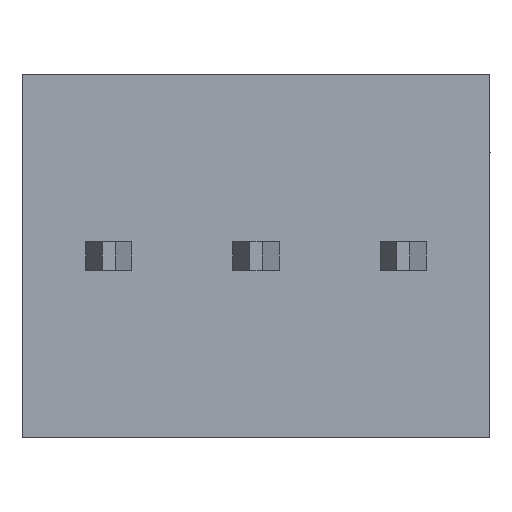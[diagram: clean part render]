
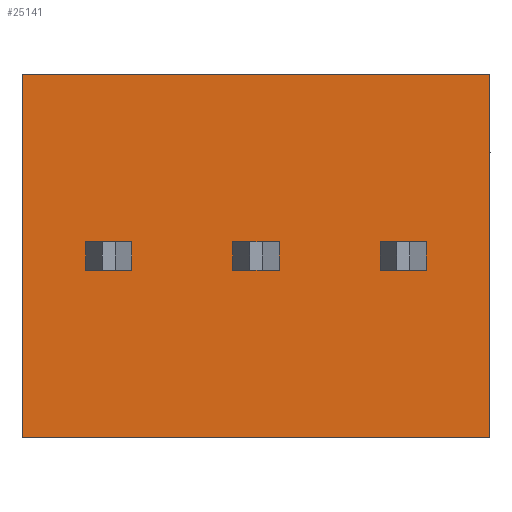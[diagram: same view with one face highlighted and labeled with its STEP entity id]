
A CAD part, front view. The second image highlights one B-rep face of the part: STEP entity #25141.
In plain terms, the highlighted planar face has unit normal (0, -1, 0).
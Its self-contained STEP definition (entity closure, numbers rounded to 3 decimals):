
#176 = EDGE_LOOP ( 'NONE', ( #11617, #18276, #28509, #5603 ) ) ;
#300 = VECTOR ( 'NONE', #25574, 1000. ) ;
#584 = EDGE_LOOP ( 'NONE', ( #10032, #24651, #10747, #21665 ) ) ;
#610 = LINE ( 'NONE', #9653, #28707 ) ;
#776 = FACE_BOUND ( 'NONE', #584, .T. ) ;
#781 = DIRECTION ( 'NONE',  ( 0., 0., 1. ) ) ;
#940 = CARTESIAN_POINT ( 'NONE',  ( -1.495, 0., 3.135 ) ) ;
#948 = DIRECTION ( 'NONE',  ( 0., 0., -1. ) ) ;
#1258 = VERTEX_POINT ( 'NONE', #24006 ) ;
#1271 = VECTOR ( 'NONE', #3662, 1000. ) ;
#1293 = VECTOR ( 'NONE', #22413, 1000. ) ;
#1379 = CARTESIAN_POINT ( 'NONE',  ( -0.4, 0., -0.25 ) ) ;
#1570 = CARTESIAN_POINT ( 'NONE',  ( 2.14, 0., 0.25 ) ) ;
#2052 = VERTEX_POINT ( 'NONE', #28166 ) ;
#2664 = CARTESIAN_POINT ( 'NONE',  ( -1.495, 0., 3.135 ) ) ;
#2900 = EDGE_CURVE ( 'NONE', #4338, #28038, #12572, .T. ) ;
#3101 = ORIENTED_EDGE ( 'NONE', *, *, #10801, .F. ) ;
#3202 = CARTESIAN_POINT ( 'NONE',  ( 2.14, 0., -0.25 ) ) ;
#3306 = CARTESIAN_POINT ( 'NONE',  ( 2.94, 0., 0.25 ) ) ;
#3440 = LINE ( 'NONE', #3306, #14364 ) ;
#3540 = VECTOR ( 'NONE', #28057, 1000. ) ;
#3573 = VERTEX_POINT ( 'NONE', #940 ) ;
#3662 = DIRECTION ( 'NONE',  ( 0., 0., -1. ) ) ;
#3873 = LINE ( 'NONE', #19631, #11497 ) ;
#4153 = LINE ( 'NONE', #12739, #18440 ) ;
#4262 = CARTESIAN_POINT ( 'NONE',  ( 6.575, 0., 3.135 ) ) ;
#4338 = VERTEX_POINT ( 'NONE', #7107 ) ;
#4881 = VECTOR ( 'NONE', #16736, 1000. ) ;
#4897 = EDGE_LOOP ( 'NONE', ( #18805, #14568, #11326, #9191 ) ) ;
#5444 = EDGE_CURVE ( 'NONE', #5926, #13907, #17665, .T. ) ;
#5561 = VECTOR ( 'NONE', #14522, 1000. ) ;
#5603 = ORIENTED_EDGE ( 'NONE', *, *, #15965, .F. ) ;
#5644 = FACE_OUTER_BOUND ( 'NONE', #4897, .T. ) ;
#5780 = DIRECTION ( 'NONE',  ( 1., 0., 0. ) ) ;
#5842 = AXIS2_PLACEMENT_3D ( 'NONE', #12167, #27938, #9821 ) ;
#5926 = VERTEX_POINT ( 'NONE', #9255 ) ;
#6323 = VERTEX_POINT ( 'NONE', #14944 ) ;
#6453 = DIRECTION ( 'NONE',  ( -1., 0., 0. ) ) ;
#6931 = CARTESIAN_POINT ( 'NONE',  ( 4.68, 0., -0.25 ) ) ;
#7107 = CARTESIAN_POINT ( 'NONE',  ( 0.4, 0., -0.25 ) ) ;
#7317 = VECTOR ( 'NONE', #6453, 1000. ) ;
#8327 = CARTESIAN_POINT ( 'NONE',  ( -0.4, 0., -0.25 ) ) ;
#8467 = DIRECTION ( 'NONE',  ( 0., 0., 1. ) ) ;
#8503 = EDGE_CURVE ( 'NONE', #8879, #1258, #3440, .T. ) ;
#8879 = VERTEX_POINT ( 'NONE', #12637 ) ;
#9025 = LINE ( 'NONE', #15185, #1293 ) ;
#9191 = ORIENTED_EDGE ( 'NONE', *, *, #19463, .F. ) ;
#9255 = CARTESIAN_POINT ( 'NONE',  ( 5.48, 0., 0.25 ) ) ;
#9516 = VERTEX_POINT ( 'NONE', #1570 ) ;
#9653 = CARTESIAN_POINT ( 'NONE',  ( 6.575, 0., 3.135 ) ) ;
#9821 = DIRECTION ( 'NONE',  ( 0., 0., -1. ) ) ;
#10032 = ORIENTED_EDGE ( 'NONE', *, *, #14440, .F. ) ;
#10121 = CARTESIAN_POINT ( 'NONE',  ( 0.4, 0., 0.25 ) ) ;
#10226 = CARTESIAN_POINT ( 'NONE',  ( 4.68, 0., 0.25 ) ) ;
#10318 = DIRECTION ( 'NONE',  ( 1., 0., 0. ) ) ;
#10494 = CARTESIAN_POINT ( 'NONE',  ( 5.48, 0., -0.25 ) ) ;
#10516 = VERTEX_POINT ( 'NONE', #25873 ) ;
#10747 = ORIENTED_EDGE ( 'NONE', *, *, #18591, .F. ) ;
#10776 = EDGE_CURVE ( 'NONE', #1258, #9516, #15632, .T. ) ;
#10801 = EDGE_CURVE ( 'NONE', #23933, #20211, #9025, .T. ) ;
#10803 = DIRECTION ( 'NONE',  ( -1., 0., 0. ) ) ;
#11326 = ORIENTED_EDGE ( 'NONE', *, *, #23423, .F. ) ;
#11497 = VECTOR ( 'NONE', #8467, 1000. ) ;
#11617 = ORIENTED_EDGE ( 'NONE', *, *, #10776, .F. ) ;
#12167 = CARTESIAN_POINT ( 'NONE',  ( -1.495, 0., -3.135 ) ) ;
#12187 = CARTESIAN_POINT ( 'NONE',  ( 2.14, 0., 0.25 ) ) ;
#12443 = PLANE ( 'NONE',  #5842 ) ;
#12572 = LINE ( 'NONE', #23741, #17855 ) ;
#12596 = LINE ( 'NONE', #8327, #14588 ) ;
#12637 = CARTESIAN_POINT ( 'NONE',  ( 2.94, 0., -0.25 ) ) ;
#12739 = CARTESIAN_POINT ( 'NONE',  ( -1.495, 0., -3.135 ) ) ;
#13236 = ORIENTED_EDGE ( 'NONE', *, *, #5444, .F. ) ;
#13881 = VERTEX_POINT ( 'NONE', #4262 ) ;
#13907 = VERTEX_POINT ( 'NONE', #20055 ) ;
#14364 = VECTOR ( 'NONE', #781, 1000. ) ;
#14440 = EDGE_CURVE ( 'NONE', #28038, #27378, #27820, .T. ) ;
#14466 = LINE ( 'NONE', #10226, #3540 ) ;
#14522 = DIRECTION ( 'NONE',  ( -1., 0., 0. ) ) ;
#14568 = ORIENTED_EDGE ( 'NONE', *, *, #23995, .F. ) ;
#14588 = VECTOR ( 'NONE', #5780, 1000. ) ;
#14944 = CARTESIAN_POINT ( 'NONE',  ( 2.14, 0., -0.25 ) ) ;
#15185 = CARTESIAN_POINT ( 'NONE',  ( 4.68, 0., -0.25 ) ) ;
#15632 = LINE ( 'NONE', #24466, #26703 ) ;
#15965 = EDGE_CURVE ( 'NONE', #9516, #6323, #23360, .T. ) ;
#16736 = DIRECTION ( 'NONE',  ( 0., 0., 1. ) ) ;
#16764 = EDGE_CURVE ( 'NONE', #13881, #10516, #610, .T. ) ;
#17228 = LINE ( 'NONE', #23857, #1271 ) ;
#17407 = CARTESIAN_POINT ( 'NONE',  ( -0.4, 0., 0.25 ) ) ;
#17600 = VERTEX_POINT ( 'NONE', #1379 ) ;
#17665 = LINE ( 'NONE', #26655, #7317 ) ;
#17855 = VECTOR ( 'NONE', #28782, 1000. ) ;
#18276 = ORIENTED_EDGE ( 'NONE', *, *, #8503, .F. ) ;
#18440 = VECTOR ( 'NONE', #28533, 1000. ) ;
#18591 = EDGE_CURVE ( 'NONE', #17600, #4338, #12596, .T. ) ;
#18623 = DIRECTION ( 'NONE',  ( 0., 0., -1. ) ) ;
#18805 = ORIENTED_EDGE ( 'NONE', *, *, #16764, .F. ) ;
#19235 = LINE ( 'NONE', #23660, #4881 ) ;
#19463 = EDGE_CURVE ( 'NONE', #10516, #2052, #4153, .T. ) ;
#19631 = CARTESIAN_POINT ( 'NONE',  ( -1.495, 0., 3.135 ) ) ;
#20055 = CARTESIAN_POINT ( 'NONE',  ( 4.68, 0., 0.25 ) ) ;
#20211 = VERTEX_POINT ( 'NONE', #10494 ) ;
#21665 = ORIENTED_EDGE ( 'NONE', *, *, #27700, .F. ) ;
#22413 = DIRECTION ( 'NONE',  ( 1., 0., 0. ) ) ;
#22540 = EDGE_CURVE ( 'NONE', #20211, #5926, #19235, .T. ) ;
#22832 = ORIENTED_EDGE ( 'NONE', *, *, #26465, .F. ) ;
#22843 = LINE ( 'NONE', #2664, #24194 ) ;
#23360 = LINE ( 'NONE', #12187, #27384 ) ;
#23366 = CARTESIAN_POINT ( 'NONE',  ( -0.4, 0., 0.25 ) ) ;
#23423 = EDGE_CURVE ( 'NONE', #2052, #3573, #3873, .T. ) ;
#23660 = CARTESIAN_POINT ( 'NONE',  ( 5.48, 0., 0.25 ) ) ;
#23741 = CARTESIAN_POINT ( 'NONE',  ( 0.4, 0., 0.25 ) ) ;
#23769 = FACE_BOUND ( 'NONE', #176, .T. ) ;
#23857 = CARTESIAN_POINT ( 'NONE',  ( -0.4, 0., 0.25 ) ) ;
#23933 = VERTEX_POINT ( 'NONE', #6931 ) ;
#23995 = EDGE_CURVE ( 'NONE', #3573, #13881, #22843, .T. ) ;
#24006 = CARTESIAN_POINT ( 'NONE',  ( 2.94, 0., 0.25 ) ) ;
#24146 = ORIENTED_EDGE ( 'NONE', *, *, #22540, .F. ) ;
#24194 = VECTOR ( 'NONE', #10318, 1000. ) ;
#24466 = CARTESIAN_POINT ( 'NONE',  ( 2.14, 0., 0.25 ) ) ;
#24651 = ORIENTED_EDGE ( 'NONE', *, *, #2900, .F. ) ;
#25055 = EDGE_LOOP ( 'NONE', ( #13236, #24146, #3101, #22832 ) ) ;
#25141 = ADVANCED_FACE ( 'NONE', ( #5644, #776, #23769, #25821 ), #12443, .T. ) ;
#25574 = DIRECTION ( 'NONE',  ( 1., 0., 0. ) ) ;
#25821 = FACE_BOUND ( 'NONE', #25055, .T. ) ;
#25873 = CARTESIAN_POINT ( 'NONE',  ( 6.575, 0., -3.135 ) ) ;
#26465 = EDGE_CURVE ( 'NONE', #13907, #23933, #14466, .T. ) ;
#26655 = CARTESIAN_POINT ( 'NONE',  ( 4.68, 0., 0.25 ) ) ;
#26703 = VECTOR ( 'NONE', #10803, 1000. ) ;
#27378 = VERTEX_POINT ( 'NONE', #17407 ) ;
#27384 = VECTOR ( 'NONE', #948, 1000. ) ;
#27689 = LINE ( 'NONE', #3202, #300 ) ;
#27700 = EDGE_CURVE ( 'NONE', #27378, #17600, #17228, .T. ) ;
#27785 = EDGE_CURVE ( 'NONE', #6323, #8879, #27689, .T. ) ;
#27820 = LINE ( 'NONE', #23366, #5561 ) ;
#27938 = DIRECTION ( 'NONE',  ( 0., -1., 0. ) ) ;
#28038 = VERTEX_POINT ( 'NONE', #10121 ) ;
#28057 = DIRECTION ( 'NONE',  ( 0., 0., -1. ) ) ;
#28166 = CARTESIAN_POINT ( 'NONE',  ( -1.495, 0., -3.135 ) ) ;
#28509 = ORIENTED_EDGE ( 'NONE', *, *, #27785, .F. ) ;
#28533 = DIRECTION ( 'NONE',  ( -1., 0., 0. ) ) ;
#28707 = VECTOR ( 'NONE', #18623, 1000. ) ;
#28782 = DIRECTION ( 'NONE',  ( 0., 0., 1. ) ) ;
